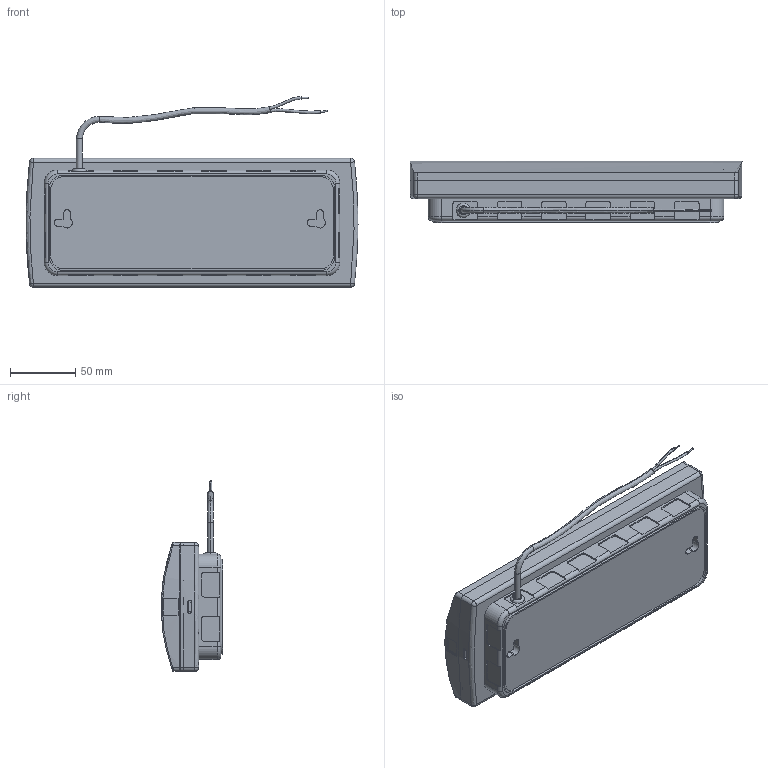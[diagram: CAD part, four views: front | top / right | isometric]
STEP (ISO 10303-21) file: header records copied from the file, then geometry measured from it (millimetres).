
FILE_DESCRIPTION (( 'STEP AP214' ), '1' );
FILE_NAME ('LDPA0-5030-3H-K01 Ñâåòèëüíèê àâàðèéíûé, àêêóìóëÿòîð, 3÷, 16LED, IP20, IEK.STEP', '2017-08-23T10:52:34', ( '' ), ( '' ), 'SwSTEP 2.0', 'SolidWorks 2014', '' );
FILE_SCHEMA (( 'AUTOMOTIVE_DESIGN' ));
Length unit declared in the file: millimetre
Products named in the file (1): LDPA0-5030-3H-K01 Ñâåòèëüíèê àâàðèéíûé, àêêóìóëÿòîð, 3÷, 16LED, IP20, IEK
Bounding box: 255 x 47.49 x 146.31 mm (x, y, z)
Volume: 646828.4 mm3; surface area: 202318.6 mm2
Topology: 2 solids, 2 shells, 569 faces, 1516 edges, 992 vertices
Faces by surface type: plane 339, cylinder 160, bspline 46, torus 16, cone 4, sphere 4
Entity records: 19876 total; most frequent: CARTESIAN_POINT 5723, ORIENTED_EDGE 3024, DIRECTION 2757, EDGE_CURVE 1512, VERTEX_POINT 992, LINE 981, VECTOR 981, AXIS2_PLACEMENT_3D 888
